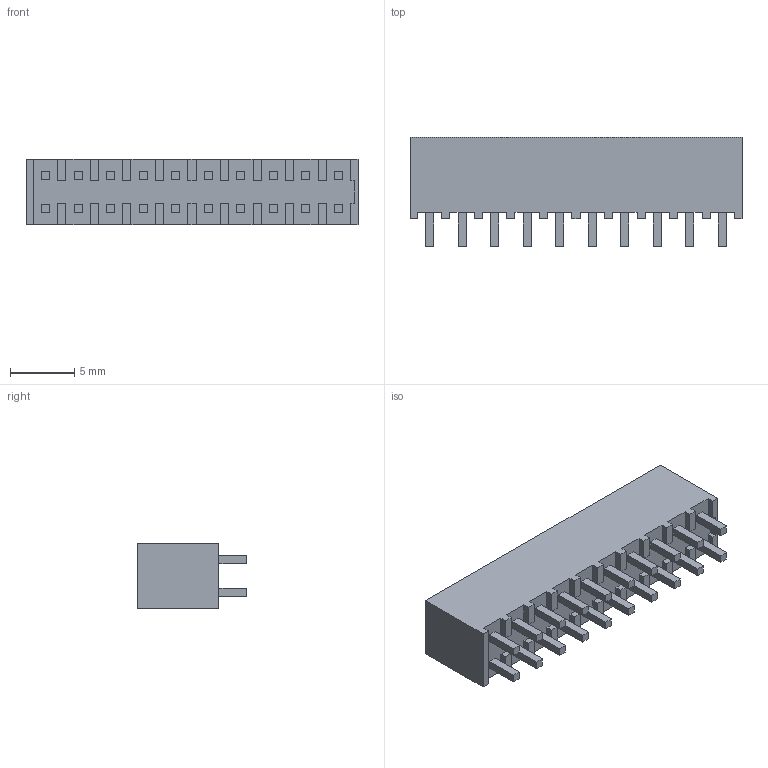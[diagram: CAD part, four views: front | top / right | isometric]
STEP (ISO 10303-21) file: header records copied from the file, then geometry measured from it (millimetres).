
FILE_DESCRIPTION( ( 'STEP AP214' ), '1' );
FILE_NAME( 'IPT1-110-01-L-D.stp', '2022-01-25T23:32:26', ( 'License CC BY-ND 4.0' ), ( 'CADENAS' ), ' ', 'PARTsolutions', ' ' );
FILE_SCHEMA( ( 'AUTOMOTIVE_DESIGN { 1 0 10303 214 1 1 1 1 }' ) );
Length unit declared in the file: inch
Products named in the file (3): IPT1-110-01-L-D; _IPT1-110-01-L-D_terminal; _IPT1-110-01-D_pin
Assembly tree (2 placements, depth 2):
  IPT1-110-01-L-D
    _IPT1-110-01-L-D_terminal
    _IPT1-110-01-D_pin
Bounding box: 25.91 x 8.51 x 5.08 mm (x, y, z)
Volume: 551.6 mm3; surface area: 1931.3 mm2
Topology: 2 solids, 2 shells, 444 faces, 1260 edges, 840 vertices
Faces by surface type: plane 424, cone 20
Entity records: 17830 total; most frequent: CARTESIAN_POINT 2547, ORIENTED_EDGE 2520, DIRECTION 2194, EDGE_CURVE 1260, LINE 1220, VECTOR 1220, VERTEX_POINT 840, EDGE_LOOP 504
